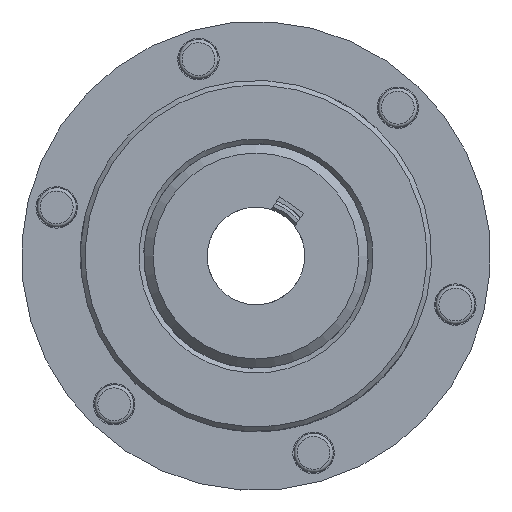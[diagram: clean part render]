
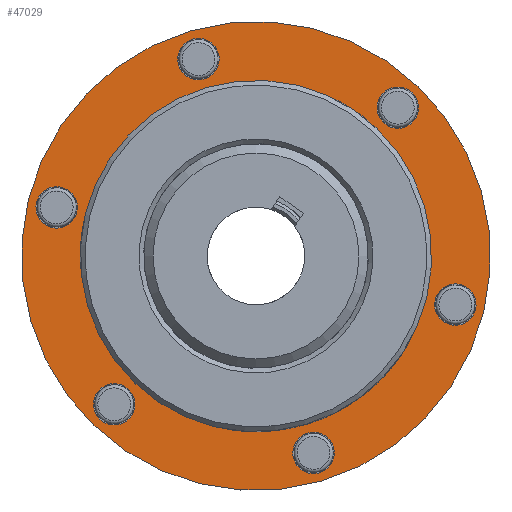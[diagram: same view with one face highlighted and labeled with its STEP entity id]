
A CAD part, front view. The second image highlights one B-rep face of the part: STEP entity #47029.
In plain terms, the highlighted planar face has unit normal (0, -1, 0).
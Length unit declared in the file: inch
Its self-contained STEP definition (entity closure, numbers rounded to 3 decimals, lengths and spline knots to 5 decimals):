
#46801=CARTESIAN_POINT('',(1.20291,-0.03,-0.5415));
#46802=VERTEX_POINT('',#46801);
#46803=CARTESIAN_POINT('',(1.13666,-0.03,-0.65625));
#46804=DIRECTION('',(0.0,1.,0.0));
#46805=DIRECTION('',(-0.5,0.0,-0.866));
#46806=AXIS2_PLACEMENT_3D('',#46803,#46804,#46805);
#46807=CIRCLE('',#46806,0.1325);
#46808=EDGE_CURVE('',#46802,#46802,#46807,.T.);
#46829=CARTESIAN_POINT('',(1.07041,-0.03,0.771));
#46830=VERTEX_POINT('',#46829);
#46831=CARTESIAN_POINT('',(1.13666,-0.03,0.65625));
#46832=DIRECTION('',(0.0,1.0,0.0));
#46833=DIRECTION('',(0.5,0.0,-0.866));
#46834=AXIS2_PLACEMENT_3D('',#46831,#46832,#46833);
#46835=CIRCLE('',#46834,0.1325);
#46836=EDGE_CURVE('',#46830,#46830,#46835,.T.);
#46857=CARTESIAN_POINT('',(-0.1325,-0.03,1.3125));
#46858=VERTEX_POINT('',#46857);
#46859=CARTESIAN_POINT('',(0.,-0.03,1.3125));
#46860=DIRECTION('',(0.0,1.0,0.0));
#46861=DIRECTION('',(1.0,0.0,0.0));
#46862=AXIS2_PLACEMENT_3D('',#46859,#46860,#46861);
#46863=CIRCLE('',#46862,0.1325);
#46864=EDGE_CURVE('',#46858,#46858,#46863,.T.);
#46885=CARTESIAN_POINT('',(-1.20291,-0.03,0.5415));
#46886=VERTEX_POINT('',#46885);
#46887=CARTESIAN_POINT('',(-1.13666,-0.03,0.65625));
#46888=DIRECTION('',(0.0,1.,0.0));
#46889=DIRECTION('',(0.5,0.0,0.866));
#46890=AXIS2_PLACEMENT_3D('',#46887,#46888,#46889);
#46891=CIRCLE('',#46890,0.1325);
#46892=EDGE_CURVE('',#46886,#46886,#46891,.T.);
#46913=CARTESIAN_POINT('',(-1.07041,-0.03,-0.771));
#46914=VERTEX_POINT('',#46913);
#46915=CARTESIAN_POINT('',(-1.13666,-0.03,-0.65625));
#46916=DIRECTION('',(0.0,1.0,0.0));
#46917=DIRECTION('',(-0.5,0.0,0.866));
#46918=AXIS2_PLACEMENT_3D('',#46915,#46916,#46917);
#46919=CIRCLE('',#46918,0.1325);
#46920=EDGE_CURVE('',#46914,#46914,#46919,.T.);
#46941=CARTESIAN_POINT('',(0.1325,-0.03,-1.3125));
#46942=VERTEX_POINT('',#46941);
#46943=CARTESIAN_POINT('',(0.,-0.03,-1.3125));
#46944=DIRECTION('',(0.0,1.0,0.0));
#46945=DIRECTION('',(-1.0,0.0,0.0));
#46946=AXIS2_PLACEMENT_3D('',#46943,#46944,#46945);
#46947=CIRCLE('',#46946,0.1325);
#46948=EDGE_CURVE('',#46942,#46942,#46947,.T.);
#46969=CARTESIAN_POINT('',(1.5,-0.03,0.0));
#46970=VERTEX_POINT('',#46969);
#46971=CARTESIAN_POINT('',(0.,-0.03,0.0));
#46972=DIRECTION('',(0.0,-1.0,0.0));
#46973=DIRECTION('',(1.0,0.0,0.0));
#46974=AXIS2_PLACEMENT_3D('',#46971,#46972,#46973);
#46975=CIRCLE('',#46974,1.5);
#46976=EDGE_CURVE('',#46970,#46970,#46975,.T.);
#46992=CARTESIAN_POINT('',(1.125,-0.03,0.0));
#46993=DIRECTION('',(0.0,-1.0,0.0));
#46994=DIRECTION('',(0.0,0.0,-1.0));
#46995=AXIS2_PLACEMENT_3D('',#46992,#46993,#46994);
#46996=PLANE('',#46995);
#46997=ORIENTED_EDGE('',*,*,#46976,.T.);
#46998=EDGE_LOOP('',(#46997));
#46999=FACE_OUTER_BOUND('',#46998,.T.);
#47000=ORIENTED_EDGE('',*,*,#46808,.T.);
#47001=EDGE_LOOP('',(#47000));
#47002=FACE_BOUND('',#47001,.T.);
#47003=ORIENTED_EDGE('',*,*,#46836,.T.);
#47004=EDGE_LOOP('',(#47003));
#47005=FACE_BOUND('',#47004,.T.);
#47006=ORIENTED_EDGE('',*,*,#46864,.T.);
#47007=EDGE_LOOP('',(#47006));
#47008=FACE_BOUND('',#47007,.T.);
#47009=ORIENTED_EDGE('',*,*,#46892,.T.);
#47010=EDGE_LOOP('',(#47009));
#47011=FACE_BOUND('',#47010,.T.);
#47012=ORIENTED_EDGE('',*,*,#46920,.T.);
#47013=EDGE_LOOP('',(#47012));
#47014=FACE_BOUND('',#47013,.T.);
#47015=ORIENTED_EDGE('',*,*,#46948,.T.);
#47016=EDGE_LOOP('',(#47015));
#47017=FACE_BOUND('',#47016,.T.);
#47018=CARTESIAN_POINT('',(0.75,-0.03,0.0));
#47019=VERTEX_POINT('',#47018);
#47020=CARTESIAN_POINT('',(0.,-0.03,0.0));
#47021=DIRECTION('',(0.0,-1.0,0.0));
#47022=DIRECTION('',(1.0,0.0,0.0));
#47023=AXIS2_PLACEMENT_3D('',#47020,#47021,#47022);
#47024=CIRCLE('',#47023,0.75);
#47025=EDGE_CURVE('',#47019,#47019,#47024,.T.);
#47026=ORIENTED_EDGE('',*,*,#47025,.F.);
#47027=EDGE_LOOP('',(#47026));
#47028=FACE_BOUND('',#47027,.T.);
#47029=ADVANCED_FACE('',(#46999,#47002,#47005,#47008,#47011,#47014,#47017,#47028),#46996,.T.);
